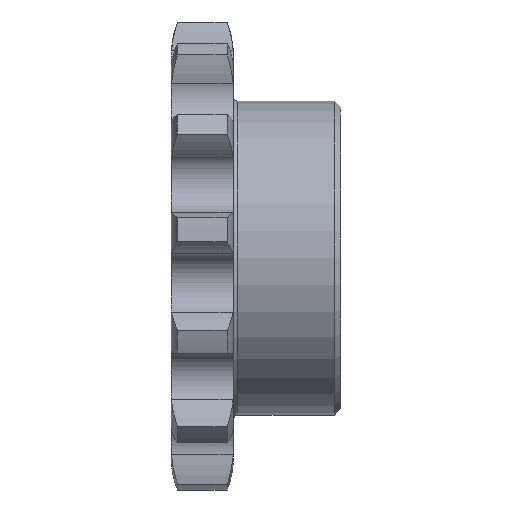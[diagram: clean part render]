
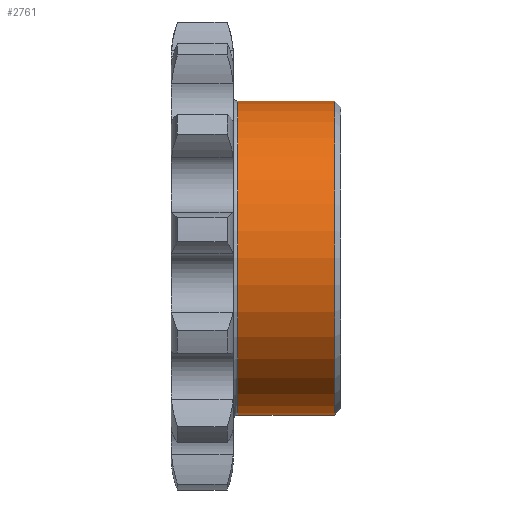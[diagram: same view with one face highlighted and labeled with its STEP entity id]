
A CAD part, front view. The second image highlights one B-rep face of the part: STEP entity #2761.
In plain terms, the highlighted cylindrical face has radius 29.375 mm (diameter 58.75 mm), a partial arc.
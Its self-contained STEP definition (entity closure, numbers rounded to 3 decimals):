
#2635=CARTESIAN_POINT('POINT169',(12.443,
   0.,-29.375));
#2636=VERTEX_POINT('VERTEX169',#2635);
#2645=CARTESIAN_POINT('POINT170',(12.443,
   0.,29.375));
#2646=VERTEX_POINT('VERTEX170',#2645);
#2670=CARTESIAN_POINT('POS144',(12.443,0.,
   0.));
#2671=DIRECTION('DIR230',(-1.,0.,0.));
#2672=DIRECTION('DIR231',(0.,0.,-1.));
#2673=AXIS2_PLACEMENT_3D('AXIS87',#2670,#2671,#2672);
#2674=CIRCLE('ELLIPSE40',#2673,29.375);
#2675=EDGE_CURVE('EDGE257',#2636,#2646,#2674,.T.);
#2722=CARTESIAN_POINT('POINT173',(30.584,0.,
   -29.375));
#2723=VERTEX_POINT('VERTEX173',#2722);
#2724=CARTESIAN_POINT('POS149',(21.121,0.,
   -29.375));
#2725=DIRECTION('DIR238',(-1.,0.,0.));
#2726=VECTOR('VEC60',#2725,1.);
#2727=LINE('STRAIGHT60',#2724,#2726);
#2728=EDGE_CURVE('EDGE262',#2723,#2636,#2727,.T.);
#2731=CARTESIAN_POINT('POINT174',(30.584,0.,
   29.375));
#2732=VERTEX_POINT('VERTEX174',#2731);
#2733=CARTESIAN_POINT('POS150',(21.121,0.,
   29.375));
#2734=DIRECTION('DIR239',(1.,0.,0.));
#2735=VECTOR('VEC61',#2734,1.);
#2736=LINE('STRAIGHT61',#2733,#2735);
#2737=EDGE_CURVE('EDGE263',#2646,#2732,#2736,.T.);
#2739=CARTESIAN_POINT('POS151',(30.584,0.,
   0.));
#2740=DIRECTION('DIR240',(-1.,0.,0.));
#2741=DIRECTION('DIR241',(0.,0.,-1.));
#2742=AXIS2_PLACEMENT_3D('AXIS90',#2739,#2740,#2741);
#2743=CIRCLE('ELLIPSE42',#2742,29.375);
#2748=CARTESIAN_POINT('POS152',(21.121,0.,
   0.));
#2749=DIRECTION('DIR242',(-1.,0.,0.));
#2750=DIRECTION('DIR243',(0.,0.,-1.));
#2751=AXIS2_PLACEMENT_3D('AXIS91',#2748,#2749,#2750);
#2752=CYLINDRICAL_SURFACE('CONE_SURF44',#2751,29.375);
#2754=ORIENTED_EDGE('COEDGE523',*,*,#2728,.F.);
#2755=EDGE_CURVE('EDGE265',#2723,#2732,#2743,.T.);
#2756=ORIENTED_EDGE('COEDGE524',*,*,#2755,.T.);
#2757=ORIENTED_EDGE('COEDGE525',*,*,#2737,.F.);
#2758=ORIENTED_EDGE('COEDGE526',*,*,#2675,.F.);
#2759=EDGE_LOOP('NONE',(#2754,#2756,#2757,#2758));
#2760=FACE_BOUND('LOOP1',#2759,.T.);
#2761=ADVANCED_FACE('FACE93',(#2760),#2752,.T.);
